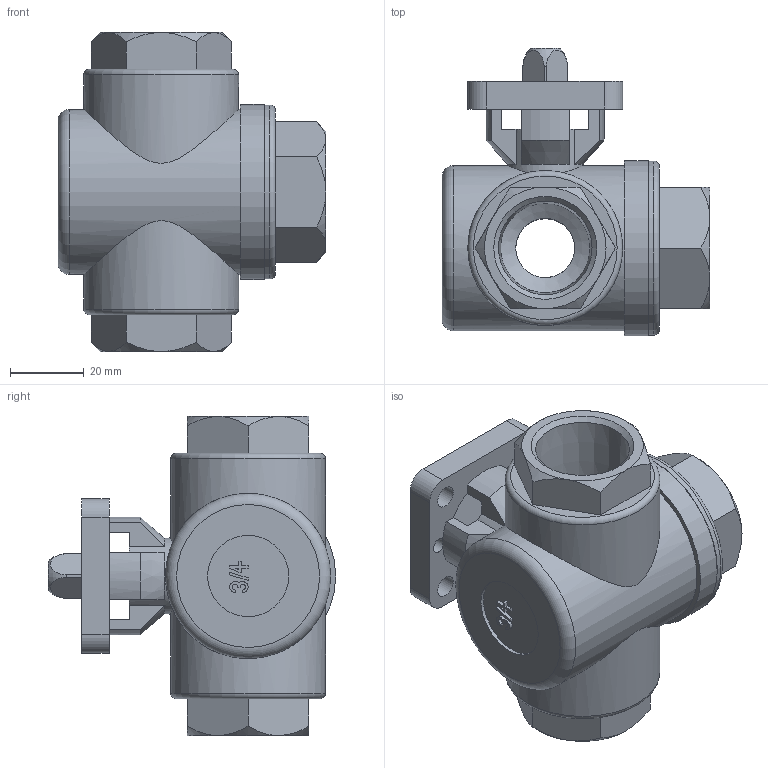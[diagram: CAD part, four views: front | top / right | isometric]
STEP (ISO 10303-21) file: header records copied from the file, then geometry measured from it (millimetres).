
FILE_DESCRIPTION(/* description */ ('STEP AP214'),/* implementation_level */ '2;1');
FILE_NAME(/* name */ '4834291_VZBE-3_4-T-63-F-3L-F04-V15V15',/* time_stamp */ '2024-09-18T02:17:16+02:00',/* author */ ('License CC BY-ND 4.0'),/* organization */ ('CADENAS'),/* preprocessor_version */ 'ST-DEVELOPER v19.3',/* originating_system */ 'PARTsolutions',/* authorisation */ ' ');
FILE_SCHEMA (('AUTOMOTIVE_DESIGN {1 0 10303 214 3 1 1}'));
Length unit declared in the file: millimetre
Products named in the file (1): 4834291 VZBE-3/4-T-63-F-3L-F04-V15V15
Bounding box: 72.7 x 77.95 x 86.6 mm (x, y, z)
Volume: 134934.8 mm3; surface area: 32931 mm2
Topology: 1 solids, 1 shells, 161 faces, 432 edges, 275 vertices
Faces by surface type: plane 91, cylinder 33, cone 32, torus 5
Full cylindrical faces by diameter (mm): 4.134 x1, 6 x4, 16 x2, 20.5 x1, 22 x1, 27 x1, 42 x2, 44.8 x1, 47.2 x1, 47.5 x1
Entity records: 5050 total; most frequent: CARTESIAN_POINT 1152, ORIENTED_EDGE 784, DIRECTION 777, EDGE_CURVE 392, AXIS2_PLACEMENT_3D 281, VERTEX_POINT 267, EDGE_LOOP 217, FACE_BOUND 217
